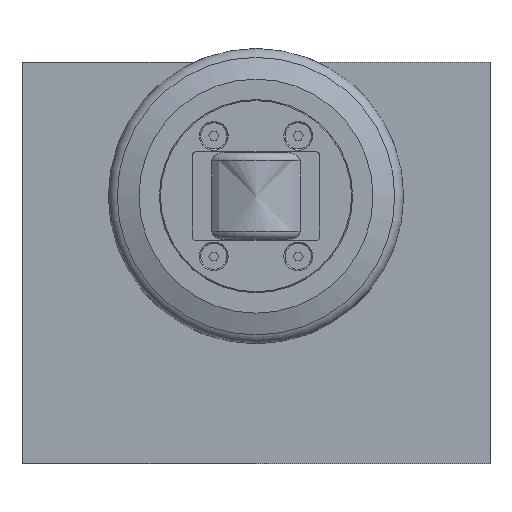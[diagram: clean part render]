
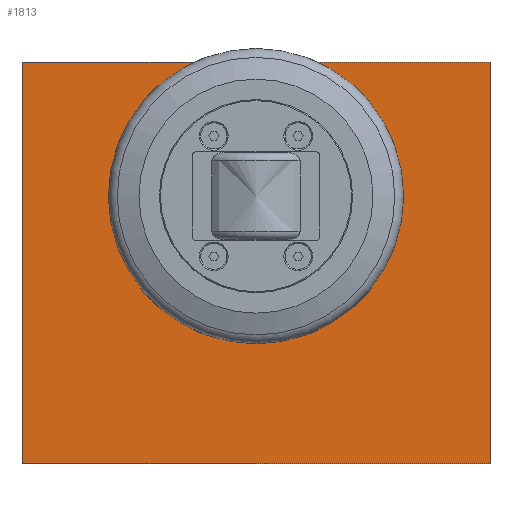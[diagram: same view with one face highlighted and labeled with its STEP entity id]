
A CAD part, front view. The second image highlights one B-rep face of the part: STEP entity #1813.
In plain terms, the highlighted planar face has unit normal (0, -1, 0).
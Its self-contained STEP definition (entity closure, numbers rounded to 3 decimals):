
#67=FACE_BOUND('',#357,.T.);
#143=CIRCLE('',#1977,29.);
#246=FACE_OUTER_BOUND('',#356,.T.);
#356=EDGE_LOOP('',(#1559,#1560,#1561,#1562));
#357=EDGE_LOOP('',(#1563));
#527=LINE('',#3084,#694);
#528=LINE('',#3086,#695);
#529=LINE('',#3088,#696);
#530=LINE('',#3089,#697);
#694=VECTOR('',#2461,10.);
#695=VECTOR('',#2462,10.);
#696=VECTOR('',#2463,10.);
#697=VECTOR('',#2464,10.);
#839=VERTEX_POINT('',#3001);
#866=VERTEX_POINT('',#3082);
#867=VERTEX_POINT('',#3083);
#868=VERTEX_POINT('',#3085);
#869=VERTEX_POINT('',#3087);
#1070=EDGE_CURVE('',#839,#839,#143,.T.);
#1109=EDGE_CURVE('',#866,#867,#527,.T.);
#1110=EDGE_CURVE('',#868,#867,#528,.T.);
#1111=EDGE_CURVE('',#869,#868,#529,.T.);
#1112=EDGE_CURVE('',#869,#866,#530,.T.);
#1559=ORIENTED_EDGE('',*,*,#1109,.T.);
#1560=ORIENTED_EDGE('',*,*,#1110,.F.);
#1561=ORIENTED_EDGE('',*,*,#1111,.F.);
#1562=ORIENTED_EDGE('',*,*,#1112,.T.);
#1563=ORIENTED_EDGE('',*,*,#1070,.T.);
#1724=PLANE('',#1993);
#1813=ADVANCED_FACE('',(#246,#67),#1724,.T.);
#1977=AXIS2_PLACEMENT_3D('',#3003,#2391,#2392);
#1993=AXIS2_PLACEMENT_3D('',#3081,#2459,#2460);
#2391=DIRECTION('center_axis',(0.,1.,0.));
#2392=DIRECTION('ref_axis',(0.,0.,1.));
#2459=DIRECTION('center_axis',(0.,-1.,0.));
#2460=DIRECTION('ref_axis',(0.,0.,-1.));
#2461=DIRECTION('',(0.,0.,1.));
#2462=DIRECTION('',(1.,0.,0.));
#2463=DIRECTION('',(0.,0.,1.));
#2464=DIRECTION('',(1.,0.,0.));
#3001=CARTESIAN_POINT('',(70.,0.,51.));
#3003=CARTESIAN_POINT('Origin',(70.,0.,80.));
#3081=CARTESIAN_POINT('Origin',(0.,0.,0.));
#3082=CARTESIAN_POINT('',(140.,0.,0.));
#3083=CARTESIAN_POINT('',(140.,0.,120.));
#3084=CARTESIAN_POINT('',(140.,0.,0.));
#3085=CARTESIAN_POINT('',(0.,0.,120.));
#3086=CARTESIAN_POINT('',(0.,0.,120.));
#3087=CARTESIAN_POINT('',(0.,0.,0.));
#3088=CARTESIAN_POINT('',(0.,0.,0.));
#3089=CARTESIAN_POINT('',(0.,0.,0.));
